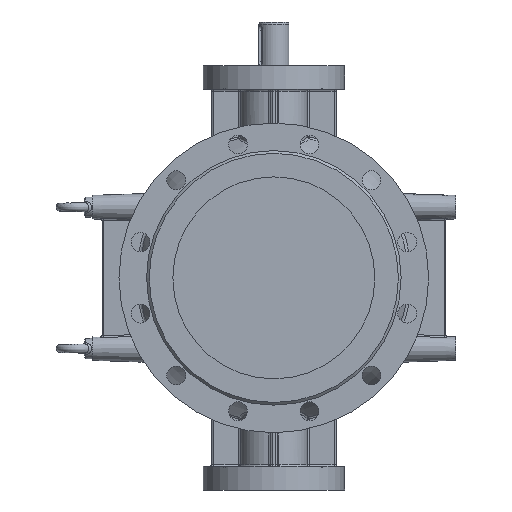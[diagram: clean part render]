
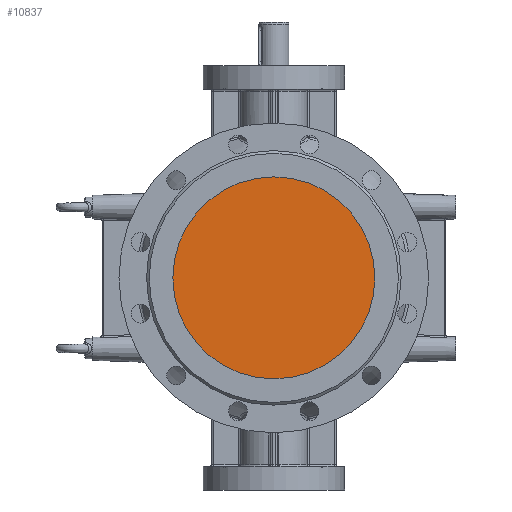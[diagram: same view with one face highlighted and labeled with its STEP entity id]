
A CAD part, left-side view. The second image highlights one B-rep face of the part: STEP entity #10837.
In plain terms, the highlighted planar face has unit normal (-1, 0, 0).
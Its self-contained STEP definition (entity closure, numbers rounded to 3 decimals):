
#3855 = EDGE_LOOP ( 'NONE', ( #41058 ) ) ;
#10471 = PLANE ( 'NONE',  #38460 ) ;
#10837 = ADVANCED_FACE ( 'NONE', ( #32284 ), #10471, .T. ) ;
#14440 = CARTESIAN_POINT ( 'NONE',  ( -140., 0., 0. ) ) ;
#17937 = CARTESIAN_POINT ( 'NONE',  ( -140., 0., 0. ) ) ;
#21579 = EDGE_CURVE ( 'NONE', #36238, #36238, #28569, .T. ) ;
#23064 = AXIS2_PLACEMENT_3D ( 'NONE', #14440, #31941, #36521 ) ;
#28569 = CIRCLE ( 'NONE', #23064, 150. ) ;
#31941 = DIRECTION ( 'NONE',  ( -1., 0., 0. ) ) ;
#32284 = FACE_OUTER_BOUND ( 'NONE', #3855, .T. ) ;
#35416 = DIRECTION ( 'NONE',  ( -1., 0., 0. ) ) ;
#35713 = DIRECTION ( 'NONE',  ( 0., 0., 1. ) ) ;
#36238 = VERTEX_POINT ( 'NONE', #39698 ) ;
#36521 = DIRECTION ( 'NONE',  ( 0., 0., 1. ) ) ;
#38460 = AXIS2_PLACEMENT_3D ( 'NONE', #17937, #35416, #35713 ) ;
#39698 = CARTESIAN_POINT ( 'NONE',  ( -140., 0., 150. ) ) ;
#41058 = ORIENTED_EDGE ( 'NONE', *, *, #21579, .T. ) ;
